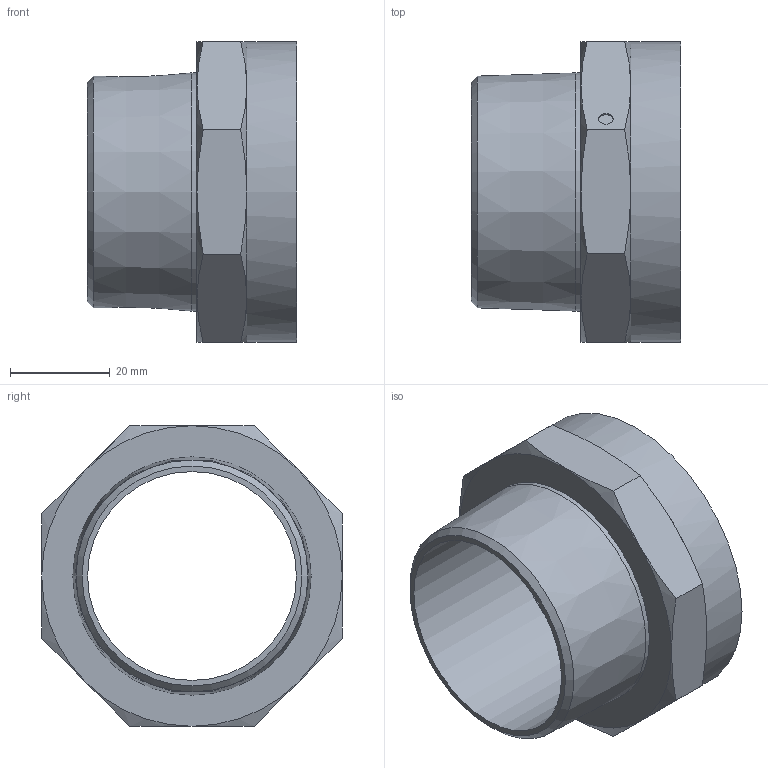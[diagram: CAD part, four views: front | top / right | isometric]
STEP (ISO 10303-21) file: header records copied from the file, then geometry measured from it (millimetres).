
FILE_DESCRIPTION(/* description */ ('Unknown'),/* implementation_level */ '2;1');
FILE_NAME(/* name */ 'DN40x60.3',/* time_stamp */ '2024-03-19T15:51:38+08:00',/* author */ ('Unknown'),/* organization */ ('Unknown'),/* preprocessor_version */ 'ST-DEVELOPER v16.7',/* originating_system */ 'DEX',/* authorisation */ $);
FILE_SCHEMA (('AUTOMOTIVE_DESIGN {1 0 10303 214 3 1 1}'));
Length unit declared in the file: millimetre
Products named in the file (2): DN40x60.3; R-208-8kt Bigger DN40
Assembly tree (1 placements, depth 2):
  DN40x60.3
    R-208-8kt Bigger DN40
Bounding box: 42 x 60.3 x 60.3 mm (x, y, z)
Volume: 29540.4 mm3; surface area: 15412.3 mm2
Topology: 1 solids, 1 shells, 36 faces, 76 edges, 44 vertices
Faces by surface type: cone 19, plane 12, cylinder 5
Full cylindrical faces by diameter (mm): 3 x1, 41.9 x1, 47.8 x1, 55.3 x1, 60.3 x1
Entity records: 983 total; most frequent: CARTESIAN_POINT 244, DIRECTION 138, ORIENTED_EDGE 134, EDGE_CURVE 67, AXIS2_PLACEMENT_3D 65, EDGE_LOOP 48, FACE_BOUND 48, VERTEX_POINT 43
